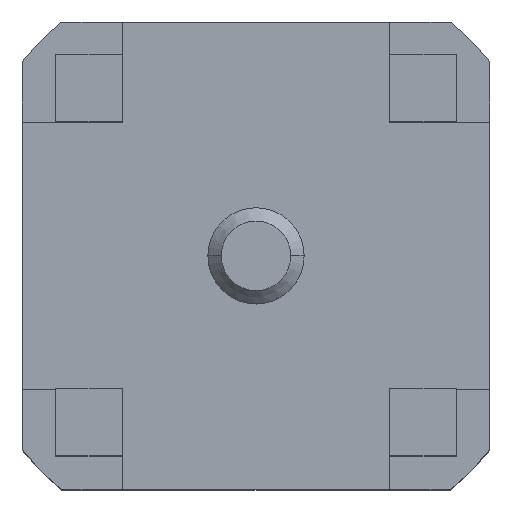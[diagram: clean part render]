
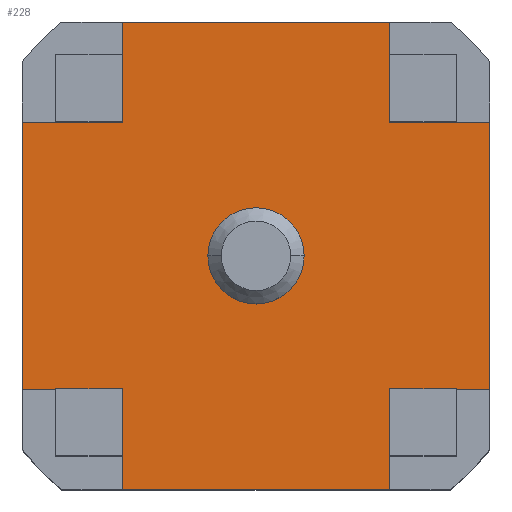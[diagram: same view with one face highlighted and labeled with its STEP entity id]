
A CAD part, top view. The second image highlights one B-rep face of the part: STEP entity #228.
In plain terms, the highlighted planar face has unit normal (0, 0, 1).
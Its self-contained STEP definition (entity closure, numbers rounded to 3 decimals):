
#117 = EDGE_CURVE ( 'NONE', #362, #355, #242, .T. ) ;
#128 = EDGE_CURVE ( 'NONE', #2010, #2029, #946, .T. ) ;
#132 = EDGE_CURVE ( 'NONE', #2023, #2061, #960, .T. ) ;
#140 = EDGE_CURVE ( 'NONE', #2017, #2023, #984, .T. ) ;
#142 = EDGE_CURVE ( 'NONE', #2006, #2009, #990, .T. ) ;
#150 = EDGE_CURVE ( 'NONE', #2031, #2006, #1014, .T. ) ;
#152 = EDGE_CURVE ( 'NONE', #2060, #2019, #1020, .T. ) ;
#160 = EDGE_CURVE ( 'NONE', #2018, #2060, #1044, .T. ) ;
#162 = EDGE_CURVE ( 'NONE', #2010, #2061, #1050, .T. ) ;
#163 = EDGE_CURVE ( 'NONE', #2017, #2009, #1036, .T. ) ;
#164 = EDGE_CURVE ( 'NONE', #2031, #2019, #1056, .T. ) ;
#165 = EDGE_CURVE ( 'NONE', #2018, #2135, #1059, .T. ) ;
#166 = EDGE_CURVE ( 'NONE', #2029, #2135, #1062, .T. ) ;
#228 = ADVANCED_FACE ( 'NONE', ( #1290, #1286 ), #1291, .F. ) ;
#233 = VECTOR ( 'NONE', #963, 1000. ) ;
#236 = VECTOR ( 'NONE', #950, 1000. ) ;
#242 = CIRCLE ( 'NONE', #294, 0.36 ) ;
#273 = VECTOR ( 'NONE', #986, 1000. ) ;
#276 = VECTOR ( 'NONE', #993, 1000. ) ;
#289 = VECTOR ( 'NONE', #1058, 1000. ) ;
#291 = VECTOR ( 'NONE', #1055, 1000. ) ;
#294 = AXIS2_PLACEMENT_3D ( 'NONE', #917, #918, #919 ) ;
#300 = VECTOR ( 'NONE', #1053, 1000. ) ;
#308 = VECTOR ( 'NONE', #1046, 1000. ) ;
#311 = VECTOR ( 'NONE', #1023, 1000. ) ;
#319 = VECTOR ( 'NONE', #1016, 1000. ) ;
#331 = EDGE_LOOP ( 'NONE', ( #678, #675 ) ) ;
#355 = VERTEX_POINT ( 'NONE', #1320 ) ;
#362 = VERTEX_POINT ( 'NONE', #1316 ) ;
#496 = EDGE_CURVE ( 'NONE', #355, #362, #1664, .T. ) ;
#675 = ORIENTED_EDGE ( 'NONE', *, *, #117, .T. ) ;
#678 = ORIENTED_EDGE ( 'NONE', *, *, #496, .T. ) ;
#679 = ORIENTED_EDGE ( 'NONE', *, *, #166, .F. ) ;
#681 = ORIENTED_EDGE ( 'NONE', *, *, #165, .T. ) ;
#682 = ORIENTED_EDGE ( 'NONE', *, *, #160, .F. ) ;
#683 = ORIENTED_EDGE ( 'NONE', *, *, #152, .F. ) ;
#688 = ORIENTED_EDGE ( 'NONE', *, *, #164, .T. ) ;
#689 = ORIENTED_EDGE ( 'NONE', *, *, #150, .F. ) ;
#693 = ORIENTED_EDGE ( 'NONE', *, *, #142, .F. ) ;
#694 = ORIENTED_EDGE ( 'NONE', *, *, #163, .T. ) ;
#696 = ORIENTED_EDGE ( 'NONE', *, *, #140, .F. ) ;
#698 = ORIENTED_EDGE ( 'NONE', *, *, #132, .F. ) ;
#699 = ORIENTED_EDGE ( 'NONE', *, *, #162, .T. ) ;
#700 = ORIENTED_EDGE ( 'NONE', *, *, #128, .F. ) ;
#917 = CARTESIAN_POINT ( 'NONE',  ( 0., 0., 0. ) ) ;
#918 = DIRECTION ( 'NONE',  ( 0., 0., -1. ) ) ;
#919 = DIRECTION ( 'NONE',  ( -1., 0., 0. ) ) ;
#939 = CARTESIAN_POINT ( 'NONE',  ( 1., 1.75, 0. ) ) ;
#946 = LINE ( 'NONE', #939, #236 ) ;
#950 = DIRECTION ( 'NONE',  ( 0., -1., 0. ) ) ;
#960 = LINE ( 'NONE', #962, #233 ) ;
#962 = CARTESIAN_POINT ( 'NONE',  ( -1., 1.75, 0. ) ) ;
#963 = DIRECTION ( 'NONE',  ( 0., 1., 0. ) ) ;
#984 = LINE ( 'NONE', #985, #273 ) ;
#985 = CARTESIAN_POINT ( 'NONE',  ( -1.75, 1., 0. ) ) ;
#986 = DIRECTION ( 'NONE',  ( 1., 0., 0. ) ) ;
#990 = LINE ( 'NONE', #992, #276 ) ;
#992 = CARTESIAN_POINT ( 'NONE',  ( -1.75, -1., 0. ) ) ;
#993 = DIRECTION ( 'NONE',  ( -1., 0., 0. ) ) ;
#1014 = LINE ( 'NONE', #1015, #319 ) ;
#1015 = CARTESIAN_POINT ( 'NONE',  ( -1., -1.75, 0. ) ) ;
#1016 = DIRECTION ( 'NONE',  ( 0., 1., 0. ) ) ;
#1020 = LINE ( 'NONE', #1022, #311 ) ;
#1022 = CARTESIAN_POINT ( 'NONE',  ( 1., -1.75, 0. ) ) ;
#1023 = DIRECTION ( 'NONE',  ( 0., -1., 0. ) ) ;
#1036 = LINE ( 'NONE', #1054, #291 ) ;
#1044 = LINE ( 'NONE', #1045, #308 ) ;
#1045 = CARTESIAN_POINT ( 'NONE',  ( 1.75, -1., 0. ) ) ;
#1046 = DIRECTION ( 'NONE',  ( -1., 0., 0. ) ) ;
#1050 = LINE ( 'NONE', #1052, #300 ) ;
#1052 = CARTESIAN_POINT ( 'NONE',  ( -1.75, 1.75, 0. ) ) ;
#1053 = DIRECTION ( 'NONE',  ( -1., 0., 0. ) ) ;
#1054 = CARTESIAN_POINT ( 'NONE',  ( -1.75, 1.75, 0. ) ) ;
#1055 = DIRECTION ( 'NONE',  ( 0., -1., 0. ) ) ;
#1056 = LINE ( 'NONE', #1057, #289 ) ;
#1057 = CARTESIAN_POINT ( 'NONE',  ( -1.75, -1.75, 0. ) ) ;
#1058 = DIRECTION ( 'NONE',  ( 1., 0., 0. ) ) ;
#1059 = LINE ( 'NONE', #1060, #1977 ) ;
#1060 = CARTESIAN_POINT ( 'NONE',  ( 1.75, 1.75, 0. ) ) ;
#1061 = DIRECTION ( 'NONE',  ( 0., 1., 0. ) ) ;
#1062 = LINE ( 'NONE', #1063, #1925 ) ;
#1063 = CARTESIAN_POINT ( 'NONE',  ( 1.75, 1., 0. ) ) ;
#1064 = DIRECTION ( 'NONE',  ( 1., 0., 0. ) ) ;
#1281 = CARTESIAN_POINT ( 'NONE',  ( 0., 3., 0. ) ) ;
#1286 = FACE_BOUND ( 'NONE', #331, .T. ) ;
#1290 = FACE_OUTER_BOUND ( 'NONE', #2146, .T. ) ;
#1291 = PLANE ( 'NONE',  #1907 ) ;
#1293 = DIRECTION ( 'NONE',  ( 0., 0., -1. ) ) ;
#1294 = DIRECTION ( 'NONE',  ( -1., 0., 0. ) ) ;
#1316 = CARTESIAN_POINT ( 'NONE',  ( -0.36, 0., 0. ) ) ;
#1320 = CARTESIAN_POINT ( 'NONE',  ( 0.36, 0., 0. ) ) ;
#1664 = CIRCLE ( 'NONE', #1670, 0.36 ) ;
#1670 = AXIS2_PLACEMENT_3D ( 'NONE', #1689, #1690, #1691 ) ;
#1689 = CARTESIAN_POINT ( 'NONE',  ( 0., 0., 0. ) ) ;
#1690 = DIRECTION ( 'NONE',  ( 0., 0., -1. ) ) ;
#1691 = DIRECTION ( 'NONE',  ( -1., 0., 0. ) ) ;
#1744 = CARTESIAN_POINT ( 'NONE',  ( -1.75, -1., 0. ) ) ;
#1755 = CARTESIAN_POINT ( 'NONE',  ( -1., -1., 0. ) ) ;
#1760 = CARTESIAN_POINT ( 'NONE',  ( 1., 1.75, 0. ) ) ;
#1765 = CARTESIAN_POINT ( 'NONE',  ( -1.75, 1., 0. ) ) ;
#1766 = CARTESIAN_POINT ( 'NONE',  ( 1.75, -1., 0. ) ) ;
#1767 = CARTESIAN_POINT ( 'NONE',  ( 1., -1.75, 0. ) ) ;
#1771 = CARTESIAN_POINT ( 'NONE',  ( -1., 1., 0. ) ) ;
#1777 = CARTESIAN_POINT ( 'NONE',  ( 1., 1., 0. ) ) ;
#1779 = CARTESIAN_POINT ( 'NONE',  ( -1., -1.75, 0. ) ) ;
#1808 = CARTESIAN_POINT ( 'NONE',  ( 1., -1., 0. ) ) ;
#1809 = CARTESIAN_POINT ( 'NONE',  ( -1., 1.75, 0. ) ) ;
#1838 = CARTESIAN_POINT ( 'NONE',  ( 1.75, 1., 0. ) ) ;
#1907 = AXIS2_PLACEMENT_3D ( 'NONE', #1281, #1293, #1294 ) ;
#1925 = VECTOR ( 'NONE', #1064, 1000. ) ;
#1977 = VECTOR ( 'NONE', #1061, 1000. ) ;
#2006 = VERTEX_POINT ( 'NONE', #1755 ) ;
#2009 = VERTEX_POINT ( 'NONE', #1744 ) ;
#2010 = VERTEX_POINT ( 'NONE', #1760 ) ;
#2017 = VERTEX_POINT ( 'NONE', #1765 ) ;
#2018 = VERTEX_POINT ( 'NONE', #1766 ) ;
#2019 = VERTEX_POINT ( 'NONE', #1767 ) ;
#2023 = VERTEX_POINT ( 'NONE', #1771 ) ;
#2029 = VERTEX_POINT ( 'NONE', #1777 ) ;
#2031 = VERTEX_POINT ( 'NONE', #1779 ) ;
#2060 = VERTEX_POINT ( 'NONE', #1808 ) ;
#2061 = VERTEX_POINT ( 'NONE', #1809 ) ;
#2135 = VERTEX_POINT ( 'NONE', #1838 ) ;
#2146 = EDGE_LOOP ( 'NONE', ( #700, #699, #698, #696, #694, #693, #689, #688, #683, #682, #681, #679 ) ) ;
